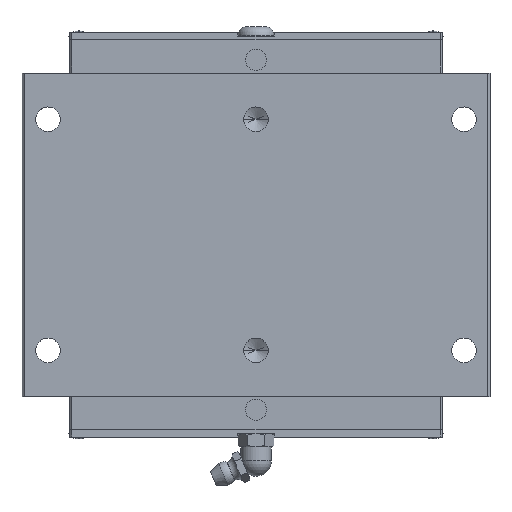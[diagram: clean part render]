
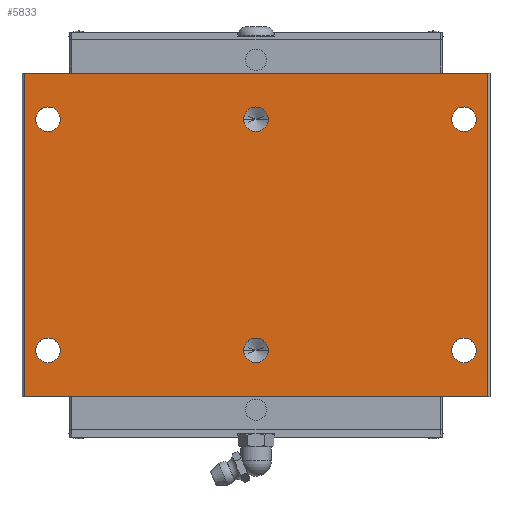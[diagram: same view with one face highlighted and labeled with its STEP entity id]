
A CAD part, top view. The second image highlights one B-rep face of the part: STEP entity #5833.
In plain terms, the highlighted planar face has unit normal (0, 0, 1).
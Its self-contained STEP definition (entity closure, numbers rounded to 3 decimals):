
#3615=VERTEX_POINT('',#10301);
#3849=EDGE_CURVE('',#9549,#5967,#10560,.T.);
#5115=EDGE_CURVE('',#8553,#7907,#11964,.T.);
#5175=VERTEX_POINT('',#12028);
#5301=VERTEX_POINT('',#12164);
#5349=VERTEX_POINT('',#12222);
#5547=VERTEX_POINT('',#12428);
#5807=EDGE_CURVE('',#3615,#8943,#12714,.T.);
#5833=ADVANCED_FACE('',(#12740,#12741,#12742,#12743,#12744,#12745,#12746),#12747,.T.);
#5863=EDGE_CURVE('',#8943,#3615,#12780,.T.);
#5867=EDGE_CURVE('',#9407,#7061,#12784,.T.);
#5889=EDGE_CURVE('',#5175,#5301,#12808,.T.);
#5967=VERTEX_POINT('',#12893);
#6187=EDGE_CURVE('',#5301,#5175,#13135,.T.);
#7017=VERTEX_POINT('',#14045);
#7061=VERTEX_POINT('',#14091);
#7127=EDGE_CURVE('',#5967,#9549,#14165,.T.);
#7141=EDGE_CURVE('',#9693,#7543,#14179,.T.);
#7477=EDGE_CURVE('',#7543,#9693,#14539,.T.);
#7517=EDGE_CURVE('',#7061,#9407,#14586,.T.);
#7543=VERTEX_POINT('',#14612);
#7705=EDGE_CURVE('',#5349,#5547,#14782,.T.);
#7907=VERTEX_POINT('',#15007);
#8235=EDGE_CURVE('',#7907,#8553,#15366,.T.);
#8499=VERTEX_POINT('',#15656);
#8553=VERTEX_POINT('',#15715);
#8659=EDGE_CURVE('',#8499,#7017,#15829,.T.);
#8943=VERTEX_POINT('',#16144);
#9043=EDGE_CURVE('',#7017,#5547,#16253,.T.);
#9407=VERTEX_POINT('',#16659);
#9549=VERTEX_POINT('',#16812);
#9693=VERTEX_POINT('',#16971);
#9939=EDGE_CURVE('',#5349,#8499,#17241,.T.);
#10301=CARTESIAN_POINT('',(76.25,110.0,50.0));
#10560=CIRCLE('',#18156,4.25);
#11964=CIRCLE('',#20348,4.25);
#12028=CARTESIAN_POINT('',(4.25,30.0,50.0));
#12164=CARTESIAN_POINT('',(-4.25,30.0,50.0));
#12222=CARTESIAN_POINT('',(80.2,126.0,50.0));
#12428=CARTESIAN_POINT('',(80.2,14.0,50.0));
#12714=CIRCLE('',#21505,4.25);
#12740=FACE_BOUND('',#21559,.T.);
#12741=FACE_BOUND('',#21560,.T.);
#12742=FACE_BOUND('',#21561,.T.);
#12743=FACE_BOUND('',#21562,.T.);
#12744=FACE_OUTER_BOUND('',#21563,.T.);
#12745=FACE_BOUND('',#21564,.T.);
#12746=FACE_BOUND('',#21565,.T.);
#12747=PLANE('',#21566);
#12780=CIRCLE('',#21618,4.25);
#12784=CIRCLE('',#21624,4.25);
#12808=CIRCLE('',#21657,4.25);
#12893=CARTESIAN_POINT('',(-67.75,30.0,50.0));
#13135=CIRCLE('',#22173,4.25);
#14045=CARTESIAN_POINT('',(-80.2,14.0,50.0));
#14091=CARTESIAN_POINT('',(-67.75,110.0,50.0));
#14165=CIRCLE('',#23749,4.25);
#14179=CIRCLE('',#23772,4.25);
#14539=CIRCLE('',#24326,4.25);
#14586=CIRCLE('',#24386,4.25);
#14612=CARTESIAN_POINT('',(67.75,30.0,50.0));
#14782=LINE('',#24728,#24729);
#15007=CARTESIAN_POINT('',(4.25,110.0,50.0));
#15366=CIRCLE('',#25604,4.25);
#15656=CARTESIAN_POINT('',(-80.2,126.0,50.0));
#15715=CARTESIAN_POINT('',(-4.25,110.0,50.0));
#15829=LINE('',#26312,#26313);
#16144=CARTESIAN_POINT('',(67.75,110.0,50.0));
#16253=LINE('',#26923,#26924);
#16659=CARTESIAN_POINT('',(-76.25,110.0,50.0));
#16812=CARTESIAN_POINT('',(-76.25,30.0,50.0));
#16971=CARTESIAN_POINT('',(76.25,30.0,50.0));
#17241=LINE('',#28397,#28398);
#18156=AXIS2_PLACEMENT_3D('',#29081,#29082,#29083);
#20348=AXIS2_PLACEMENT_3D('',#30780,#30781,#30782);
#21505=AXIS2_PLACEMENT_3D('',#31494,#31495,#31496);
#21559=EDGE_LOOP('',(#31507,#31508));
#21560=EDGE_LOOP('',(#31509,#31510));
#21561=EDGE_LOOP('',(#31511,#31512));
#21562=EDGE_LOOP('',(#31513,#31514));
#21563=EDGE_LOOP('',(#31515,#31516,#31517,#31518));
#21564=EDGE_LOOP('',(#31519,#31520));
#21565=EDGE_LOOP('',(#31521,#31522));
#21566=AXIS2_PLACEMENT_3D('',#31523,#31524,#31525);
#21618=AXIS2_PLACEMENT_3D('',#31554,#31555,#31556);
#21624=AXIS2_PLACEMENT_3D('',#31560,#31561,#31562);
#21657=AXIS2_PLACEMENT_3D('',#31588,#31589,#31590);
#22173=AXIS2_PLACEMENT_3D('',#31962,#31963,#31964);
#23749=AXIS2_PLACEMENT_3D('',#33009,#33010,#33011);
#23772=AXIS2_PLACEMENT_3D('',#33016,#33017,#33018);
#24326=AXIS2_PLACEMENT_3D('',#33343,#33344,#33345);
#24386=AXIS2_PLACEMENT_3D('',#33414,#33415,#33416);
#24728=CARTESIAN_POINT('',(80.2,126.0,50.0));
#24729=VECTOR('',#33583,1.0);
#25604=AXIS2_PLACEMENT_3D('',#34203,#34204,#34205);
#26312=CARTESIAN_POINT('',(-80.2,126.0,50.0));
#26313=VECTOR('',#34715,1.0);
#26923=CARTESIAN_POINT('',(80.2,14.0,50.0));
#26924=VECTOR('',#35169,1.0);
#28397=CARTESIAN_POINT('',(80.2,126.0,50.0));
#28398=VECTOR('',#36376,1.0);
#29081=CARTESIAN_POINT('',(-72.0,30.0,50.0));
#29082=DIRECTION('',(0.0,0.0,-1.0));
#29083=DIRECTION('',(1.0,0.0,0.0));
#30780=CARTESIAN_POINT('',(0.0,110.0,50.0));
#30781=DIRECTION('',(0.0,0.0,-1.0));
#30782=DIRECTION('',(1.0,0.0,0.0));
#31494=CARTESIAN_POINT('',(72.0,110.0,50.0));
#31495=DIRECTION('',(0.0,0.0,-1.0));
#31496=DIRECTION('',(1.0,0.0,0.0));
#31507=ORIENTED_EDGE('',*,*,#8235,.T.);
#31508=ORIENTED_EDGE('',*,*,#5115,.T.);
#31509=ORIENTED_EDGE('',*,*,#5889,.T.);
#31510=ORIENTED_EDGE('',*,*,#6187,.T.);
#31511=ORIENTED_EDGE('',*,*,#7127,.T.);
#31512=ORIENTED_EDGE('',*,*,#3849,.T.);
#31513=ORIENTED_EDGE('',*,*,#7517,.T.);
#31514=ORIENTED_EDGE('',*,*,#5867,.T.);
#31515=ORIENTED_EDGE('',*,*,#9043,.T.);
#31516=ORIENTED_EDGE('',*,*,#7705,.F.);
#31517=ORIENTED_EDGE('',*,*,#9939,.T.);
#31518=ORIENTED_EDGE('',*,*,#8659,.T.);
#31519=ORIENTED_EDGE('',*,*,#5807,.T.);
#31520=ORIENTED_EDGE('',*,*,#5863,.T.);
#31521=ORIENTED_EDGE('',*,*,#7141,.T.);
#31522=ORIENTED_EDGE('',*,*,#7477,.T.);
#31523=CARTESIAN_POINT('',(-80.2,126.0,50.0));
#31524=DIRECTION('',(0.0,0.0,1.0));
#31525=DIRECTION('',(-1.0,0.0,0.0));
#31554=CARTESIAN_POINT('',(72.0,110.0,50.0));
#31555=DIRECTION('',(0.0,0.0,-1.0));
#31556=DIRECTION('',(1.0,0.0,0.0));
#31560=CARTESIAN_POINT('',(-72.0,110.0,50.0));
#31561=DIRECTION('',(0.0,0.0,-1.0));
#31562=DIRECTION('',(1.0,0.0,0.0));
#31588=CARTESIAN_POINT('',(0.0,30.0,50.0));
#31589=DIRECTION('',(0.0,0.0,-1.0));
#31590=DIRECTION('',(1.0,0.0,0.0));
#31962=CARTESIAN_POINT('',(0.0,30.0,50.0));
#31963=DIRECTION('',(0.0,0.0,-1.0));
#31964=DIRECTION('',(1.0,0.0,0.0));
#33009=CARTESIAN_POINT('',(-72.0,30.0,50.0));
#33010=DIRECTION('',(0.0,0.0,-1.0));
#33011=DIRECTION('',(1.0,0.0,0.0));
#33016=CARTESIAN_POINT('',(72.0,30.0,50.0));
#33017=DIRECTION('',(0.0,0.0,-1.0));
#33018=DIRECTION('',(1.0,0.0,0.0));
#33343=CARTESIAN_POINT('',(72.0,30.0,50.0));
#33344=DIRECTION('',(0.0,0.0,-1.0));
#33345=DIRECTION('',(1.0,0.0,0.0));
#33414=CARTESIAN_POINT('',(-72.0,110.0,50.0));
#33415=DIRECTION('',(0.0,0.0,-1.0));
#33416=DIRECTION('',(1.0,0.0,0.0));
#33583=DIRECTION('',(0.0,-1.0,0.0));
#34203=CARTESIAN_POINT('',(0.0,110.0,50.0));
#34204=DIRECTION('',(0.0,0.0,-1.0));
#34205=DIRECTION('',(1.0,0.0,0.0));
#34715=DIRECTION('',(0.0,-1.0,0.0));
#35169=DIRECTION('',(1.0,0.0,0.0));
#36376=DIRECTION('',(-1.0,0.0,0.0));
